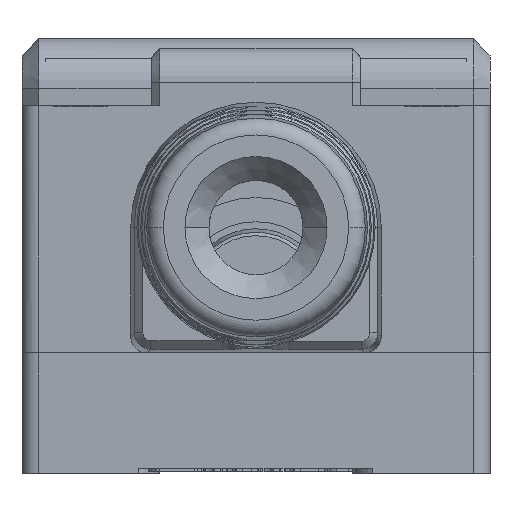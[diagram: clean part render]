
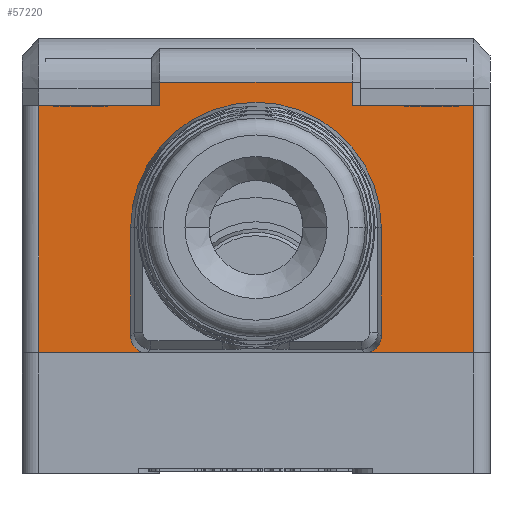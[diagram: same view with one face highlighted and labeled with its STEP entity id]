
A CAD part, front view. The second image highlights one B-rep face of the part: STEP entity #57220.
In plain terms, the highlighted planar face has unit normal (0, -1, 0).
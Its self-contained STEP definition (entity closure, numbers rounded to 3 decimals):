
#7722=CARTESIAN_POINT('',(0.,-56.2,14.7));
#7723=DIRECTION('',(0.,-1.,0.));
#7724=DIRECTION('',(1.,0.,0.017));
#7725=AXIS2_PLACEMENT_3D('',#7722,#7723,#7724);
#7727=CARTESIAN_POINT('',(0.,-56.2,13.25));
#7728=DIRECTION('',(0.,-1.,0.));
#7729=DIRECTION('',(-0.967,0.,0.255));
#7730=AXIS2_PLACEMENT_3D('',#7727,#7728,#7729);
#7732=DIRECTION('',(0.,0.,1.));
#7733=VECTOR('',#7732,7.05);
#7734=CARTESIAN_POINT('',(-6.1,-56.2,6.2));
#7735=LINE('',#7734,#7733);
#7736=DIRECTION('',(-1.,0.,0.));
#7737=VECTOR('',#7736,0.781);
#7738=CARTESIAN_POINT('',(-9.719,-56.2,6.2));
#7739=LINE('',#7738,#7737);
#7740=DIRECTION('',(0.,0.,1.));
#7741=VECTOR('',#7740,0.5);
#7742=CARTESIAN_POINT('',(-10.5,-56.2,5.7));
#7743=LINE('',#7742,#7741);
#7744=DIRECTION('',(0.,0.,-1.));
#7745=VECTOR('',#7744,1.);
#7746=CARTESIAN_POINT('',(-13.25,-56.2,6.7));
#7747=LINE('',#7746,#7745);
#7748=DIRECTION('',(1.,0.,0.));
#7749=VECTOR('',#7748,0.25);
#7750=CARTESIAN_POINT('',(-13.25,-56.2,6.7));
#7751=LINE('',#7750,#7749);
#7752=DIRECTION('',(0.,0.,1.));
#7753=VECTOR('',#7752,15.3);
#7754=CARTESIAN_POINT('',(-13.,-56.2,6.7));
#7755=LINE('',#7754,#7753);
#7756=DIRECTION('',(0.,0.,-1.));
#7757=VECTOR('',#7756,1.4);
#7758=CARTESIAN_POINT('',(-5.75,-56.2,23.4));
#7759=LINE('',#7758,#7757);
#7760=DIRECTION('',(1.,0.,0.));
#7761=VECTOR('',#7760,11.5);
#7762=CARTESIAN_POINT('',(-5.75,-56.2,23.4));
#7763=LINE('',#7762,#7761);
#7764=DIRECTION('',(0.,0.,1.));
#7765=VECTOR('',#7764,1.4);
#7766=CARTESIAN_POINT('',(5.75,-56.2,22.));
#7767=LINE('',#7766,#7765);
#7768=DIRECTION('',(0.,0.,-1.));
#7769=VECTOR('',#7768,15.3);
#7770=CARTESIAN_POINT('',(13.,-56.2,22.));
#7771=LINE('',#7770,#7769);
#7772=DIRECTION('',(1.,0.,0.));
#7773=VECTOR('',#7772,0.25);
#7774=CARTESIAN_POINT('',(13.,-56.2,6.7));
#7775=LINE('',#7774,#7773);
#7776=DIRECTION('',(0.,0.,-1.));
#7777=VECTOR('',#7776,1.);
#7778=CARTESIAN_POINT('',(13.25,-56.2,6.7));
#7779=LINE('',#7778,#7777);
#7780=DIRECTION('',(0.,0.,1.));
#7781=VECTOR('',#7780,0.5);
#7782=CARTESIAN_POINT('',(10.5,-56.2,5.7));
#7783=LINE('',#7782,#7781);
#7784=DIRECTION('',(-1.,0.,0.));
#7785=VECTOR('',#7784,0.781);
#7786=CARTESIAN_POINT('',(10.5,-56.2,6.2));
#7787=LINE('',#7786,#7785);
#7788=DIRECTION('',(0.,0.,1.));
#7789=VECTOR('',#7788,7.05);
#7790=CARTESIAN_POINT('',(6.1,-56.2,6.2));
#7791=LINE('',#7790,#7789);
#7792=CARTESIAN_POINT('',(0.,-56.2,13.25));
#7793=DIRECTION('',(0.,-1.,0.));
#7794=DIRECTION('',(1.,0.,0.));
#7795=AXIS2_PLACEMENT_3D('',#7792,#7793,#7794);
#32717=DIRECTION('',(1.,0.,0.));
#32718=VECTOR('',#32717,2.75);
#32719=CARTESIAN_POINT('',(-13.25,-56.2,5.7));
#32720=LINE('',#32719,#32718);
#32735=DIRECTION('',(1.,0.,0.));
#32736=VECTOR('',#32735,2.75);
#32737=CARTESIAN_POINT('',(10.5,-56.2,5.7));
#32738=LINE('',#32737,#32736);
#32850=DIRECTION('',(-1.,0.,0.));
#32851=VECTOR('',#32850,7.25);
#32852=CARTESIAN_POINT('',(-5.75,-56.2,22.));
#32853=LINE('',#32852,#32851);
#33836=DIRECTION('',(-1.,0.,0.));
#33837=VECTOR('',#33836,7.25);
#33838=CARTESIAN_POINT('',(13.,-56.2,22.));
#33839=LINE('',#33838,#33837);
#36220=DIRECTION('',(1.,0.,0.));
#36221=VECTOR('',#36220,3.619);
#36222=CARTESIAN_POINT('',(-9.719,-56.2,6.2));
#36223=LINE('',#36222,#36221);
#36236=DIRECTION('',(1.,0.,0.));
#36237=VECTOR('',#36236,3.619);
#36238=CARTESIAN_POINT('',(6.1,-56.2,6.2));
#36239=LINE('',#36238,#36237);
#41701=CARTESIAN_POINT('',(-13.25,-56.2,5.7));
#41702=CARTESIAN_POINT('',(-10.5,-56.2,5.7));
#41703=VERTEX_POINT('',#41701);
#41704=VERTEX_POINT('',#41702);
#41705=CARTESIAN_POINT('',(10.5,-56.2,5.7));
#41706=CARTESIAN_POINT('',(13.25,-56.2,5.7));
#41707=VERTEX_POINT('',#41705);
#41708=VERTEX_POINT('',#41706);
#41781=CARTESIAN_POINT('',(13.25,-56.2,6.7));
#41782=VERTEX_POINT('',#41781);
#41783=CARTESIAN_POINT('',(-13.25,-56.2,6.7));
#41784=VERTEX_POINT('',#41783);
#41845=CARTESIAN_POINT('',(-13.,-56.2,22.));
#41846=VERTEX_POINT('',#41845);
#41847=CARTESIAN_POINT('',(13.,-56.2,22.));
#41848=VERTEX_POINT('',#41847);
#41945=CARTESIAN_POINT('',(-5.75,-56.2,23.4));
#41946=CARTESIAN_POINT('',(-5.75,-56.2,22.));
#41947=VERTEX_POINT('',#41945);
#41948=VERTEX_POINT('',#41946);
#41965=CARTESIAN_POINT('',(5.75,-56.2,23.4));
#41966=VERTEX_POINT('',#41965);
#41969=CARTESIAN_POINT('',(5.75,-56.2,22.));
#41970=VERTEX_POINT('',#41969);
#42707=CARTESIAN_POINT('',(-9.719,-56.2,6.2));
#42708=CARTESIAN_POINT('',(-6.1,-56.2,6.2));
#42709=VERTEX_POINT('',#42707);
#42710=VERTEX_POINT('',#42708);
#42711=CARTESIAN_POINT('',(6.1,-56.2,6.2));
#42712=CARTESIAN_POINT('',(9.719,-56.2,6.2));
#42713=VERTEX_POINT('',#42711);
#42714=VERTEX_POINT('',#42712);
#42792=CARTESIAN_POINT('',(-13.,-56.2,6.7));
#42794=VERTEX_POINT('',#42792);
#42796=CARTESIAN_POINT('',(13.,-56.2,6.7));
#42798=VERTEX_POINT('',#42796);
#42811=CARTESIAN_POINT('',(-10.5,-56.2,6.2));
#42813=VERTEX_POINT('',#42811);
#42816=CARTESIAN_POINT('',(10.5,-56.2,6.2));
#42818=VERTEX_POINT('',#42816);
#42831=CARTESIAN_POINT('',(-6.1,-56.2,13.25));
#42832=VERTEX_POINT('',#42831);
#42833=CARTESIAN_POINT('',(6.1,-56.2,13.25));
#42834=VERTEX_POINT('',#42833);
#43281=CARTESIAN_POINT('',(5.899,-56.2,14.803));
#43282=CARTESIAN_POINT('',(-5.899,-56.2,14.803));
#43283=VERTEX_POINT('',#43281);
#43284=VERTEX_POINT('',#43282);
#57166=CARTESIAN_POINT('',(-13.9,-56.2,6.7));
#57167=DIRECTION('',(0.,-1.,0.));
#57168=DIRECTION('',(0.,0.,-1.));
#57169=AXIS2_PLACEMENT_3D('',#57166,#57167,#57168);
#57170=PLANE('',#57169);
#57171=ORIENTED_EDGE('',*,*,#57150,.T.);
#57173=ORIENTED_EDGE('',*,*,#57172,.T.);
#57175=ORIENTED_EDGE('',*,*,#57174,.F.);
#57177=ORIENTED_EDGE('',*,*,#57176,.F.);
#57179=ORIENTED_EDGE('',*,*,#57178,.T.);
#57181=ORIENTED_EDGE('',*,*,#57180,.F.);
#57183=ORIENTED_EDGE('',*,*,#57182,.F.);
#57185=ORIENTED_EDGE('',*,*,#57184,.F.);
#57187=ORIENTED_EDGE('',*,*,#57186,.T.);
#57189=ORIENTED_EDGE('',*,*,#57188,.T.);
#57191=ORIENTED_EDGE('',*,*,#57190,.F.);
#57193=ORIENTED_EDGE('',*,*,#57192,.F.);
#57195=ORIENTED_EDGE('',*,*,#57194,.T.);
#57197=ORIENTED_EDGE('',*,*,#57196,.F.);
#57199=ORIENTED_EDGE('',*,*,#57198,.F.);
#57201=ORIENTED_EDGE('',*,*,#57200,.T.);
#57203=ORIENTED_EDGE('',*,*,#57202,.T.);
#57205=ORIENTED_EDGE('',*,*,#57204,.T.);
#57207=ORIENTED_EDGE('',*,*,#57206,.F.);
#57209=ORIENTED_EDGE('',*,*,#57208,.T.);
#57211=ORIENTED_EDGE('',*,*,#57210,.T.);
#57213=ORIENTED_EDGE('',*,*,#57212,.F.);
#57215=ORIENTED_EDGE('',*,*,#57214,.T.);
#57217=ORIENTED_EDGE('',*,*,#57216,.T.);
#57218=EDGE_LOOP('',(#57171,#57173,#57175,#57177,#57179,#57181,#57183,#57185,
#57187,#57189,#57191,#57193,#57195,#57197,#57199,#57201,#57203,#57205,#57207,
#57209,#57211,#57213,#57215,#57217));
#57219=FACE_OUTER_BOUND('',#57218,.F.);
#57220=ADVANCED_FACE('',(#57219),#57170,.T.);
#7726=CIRCLE('',#7725,5.9);
#7731=CIRCLE('',#7730,6.1);
#7796=CIRCLE('',#7795,6.1);
#57150=EDGE_CURVE('',#43283,#43284,#7726,.T.);
#57172=EDGE_CURVE('',#43284,#42832,#7731,.T.);
#57174=EDGE_CURVE('',#42710,#42832,#7735,.T.);
#57176=EDGE_CURVE('',#42709,#42710,#36223,.T.);
#57178=EDGE_CURVE('',#42709,#42813,#7739,.T.);
#57180=EDGE_CURVE('',#41704,#42813,#7743,.T.);
#57182=EDGE_CURVE('',#41703,#41704,#32720,.T.);
#57184=EDGE_CURVE('',#41784,#41703,#7747,.T.);
#57186=EDGE_CURVE('',#41784,#42794,#7751,.T.);
#57188=EDGE_CURVE('',#42794,#41846,#7755,.T.);
#57190=EDGE_CURVE('',#41948,#41846,#32853,.T.);
#57192=EDGE_CURVE('',#41947,#41948,#7759,.T.);
#57194=EDGE_CURVE('',#41947,#41966,#7763,.T.);
#57196=EDGE_CURVE('',#41970,#41966,#7767,.T.);
#57198=EDGE_CURVE('',#41848,#41970,#33839,.T.);
#57200=EDGE_CURVE('',#41848,#42798,#7771,.T.);
#57202=EDGE_CURVE('',#42798,#41782,#7775,.T.);
#57204=EDGE_CURVE('',#41782,#41708,#7779,.T.);
#57206=EDGE_CURVE('',#41707,#41708,#32738,.T.);
#57208=EDGE_CURVE('',#41707,#42818,#7783,.T.);
#57210=EDGE_CURVE('',#42818,#42714,#7787,.T.);
#57212=EDGE_CURVE('',#42713,#42714,#36239,.T.);
#57214=EDGE_CURVE('',#42713,#42834,#7791,.T.);
#57216=EDGE_CURVE('',#42834,#43283,#7796,.T.);
